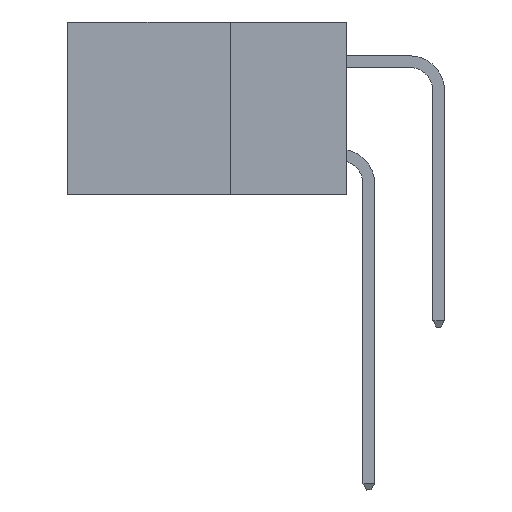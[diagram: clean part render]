
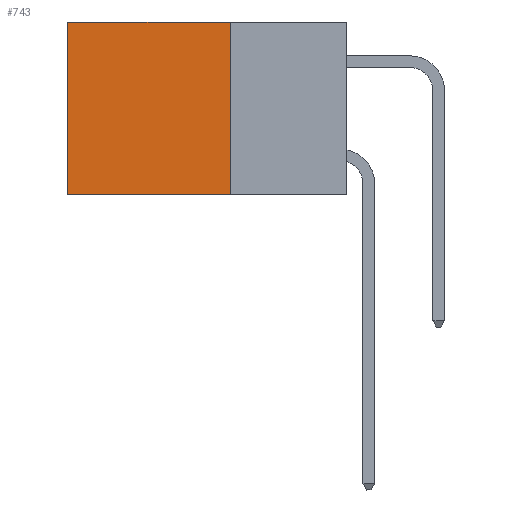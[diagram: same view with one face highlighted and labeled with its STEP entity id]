
A CAD part, left-side view. The second image highlights one B-rep face of the part: STEP entity #743.
In plain terms, the highlighted planar face has unit normal (-1, 0, 0).
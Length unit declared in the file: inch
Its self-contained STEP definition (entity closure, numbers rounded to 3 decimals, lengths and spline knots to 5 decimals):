
#300 = LINE ( 'NONE', #3550, #16173 ) ;
#680 = EDGE_CURVE ( 'NONE', #16650, #18022, #300, .T. ) ;
#698 = CARTESIAN_POINT ( 'NONE',  ( 0.2875, 0.25, 0. ) ) ;
#743 = ADVANCED_FACE ( 'NONE', ( #11820 ), #5480, .F. ) ;
#1927 = DIRECTION ( 'NONE',  ( 0., 0., -1. ) ) ;
#1953 = DIRECTION ( 'NONE',  ( 1., 0., 0. ) ) ;
#2603 = DIRECTION ( 'NONE',  ( 0., 0., -1. ) ) ;
#2740 = ORIENTED_EDGE ( 'NONE', *, *, #11575, .T. ) ;
#2878 = LINE ( 'NONE', #7909, #6572 ) ;
#2925 = EDGE_LOOP ( 'NONE', ( #3201, #6328, #14001, #2740 ) ) ;
#3201 = ORIENTED_EDGE ( 'NONE', *, *, #10005, .T. ) ;
#3550 = CARTESIAN_POINT ( 'NONE',  ( 0.2875, 0.25, 0. ) ) ;
#4038 = DIRECTION ( 'NONE',  ( 0., 1., 0. ) ) ;
#5480 = PLANE ( 'NONE',  #14559 ) ;
#5872 = LINE ( 'NONE', #7131, #9990 ) ;
#6328 = ORIENTED_EDGE ( 'NONE', *, *, #9386, .F. ) ;
#6453 = CARTESIAN_POINT ( 'NONE',  ( 0.2875, 0.6, 0. ) ) ;
#6572 = VECTOR ( 'NONE', #13971, 39.37008 ) ;
#7067 = CARTESIAN_POINT ( 'NONE',  ( 0.2875, 0.25, 0. ) ) ;
#7128 = VERTEX_POINT ( 'NONE', #6453 ) ;
#7131 = CARTESIAN_POINT ( 'NONE',  ( 0.2875, 0.25, -0.37 ) ) ;
#7909 = CARTESIAN_POINT ( 'NONE',  ( 0.2875, 0.6, 0. ) ) ;
#9386 = EDGE_CURVE ( 'NONE', #18022, #14019, #5872, .T. ) ;
#9990 = VECTOR ( 'NONE', #4038, 39.37008 ) ;
#10005 = EDGE_CURVE ( 'NONE', #7128, #14019, #2878, .T. ) ;
#11575 = EDGE_CURVE ( 'NONE', #16650, #7128, #18025, .T. ) ;
#11820 = FACE_OUTER_BOUND ( 'NONE', #2925, .T. ) ;
#13531 = CARTESIAN_POINT ( 'NONE',  ( 0.2875, 0.6, -0.37 ) ) ;
#13971 = DIRECTION ( 'NONE',  ( 0., 0., -1. ) ) ;
#14001 = ORIENTED_EDGE ( 'NONE', *, *, #680, .F. ) ;
#14019 = VERTEX_POINT ( 'NONE', #13531 ) ;
#14559 = AXIS2_PLACEMENT_3D ( 'NONE', #698, #1953, #1927 ) ;
#14564 = CARTESIAN_POINT ( 'NONE',  ( 0.2875, 0.25, -0.37 ) ) ;
#16173 = VECTOR ( 'NONE', #2603, 39.37008 ) ;
#16650 = VERTEX_POINT ( 'NONE', #16943 ) ;
#16943 = CARTESIAN_POINT ( 'NONE',  ( 0.2875, 0.25, 0. ) ) ;
#17576 = VECTOR ( 'NONE', #19002, 39.37008 ) ;
#18022 = VERTEX_POINT ( 'NONE', #14564 ) ;
#18025 = LINE ( 'NONE', #7067, #17576 ) ;
#19002 = DIRECTION ( 'NONE',  ( 0., 1., 0. ) ) ;
